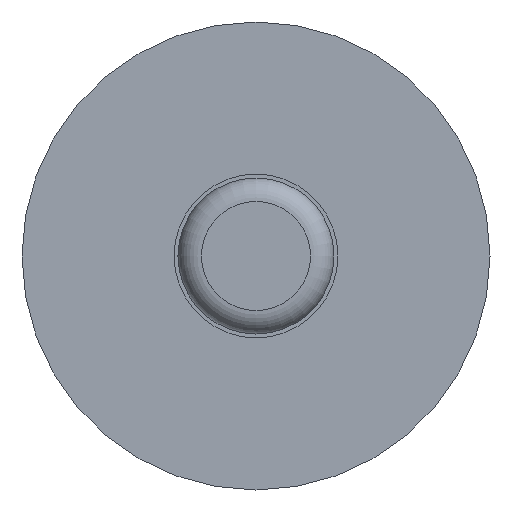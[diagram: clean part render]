
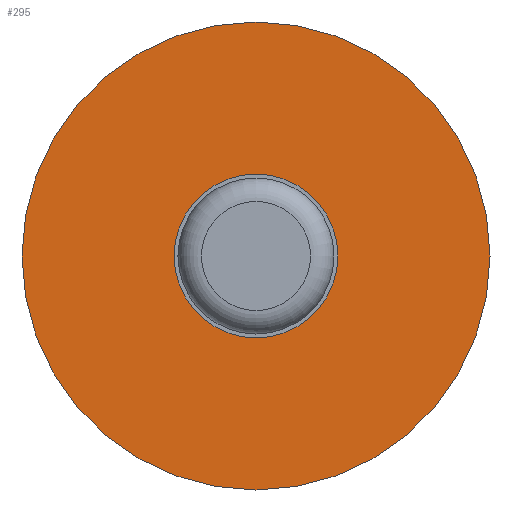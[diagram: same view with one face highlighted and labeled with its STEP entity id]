
A CAD part, left-side view. The second image highlights one B-rep face of the part: STEP entity #295.
In plain terms, the highlighted planar face has unit normal (-1, 0, 0).
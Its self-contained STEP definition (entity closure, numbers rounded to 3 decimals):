
#79 = DIRECTION ( 'NONE',  ( -1., 0., 0. ) ) ;
#154 = AXIS2_PLACEMENT_3D ( 'NONE', #820, #574, #825 ) ;
#156 = EDGE_CURVE ( 'NONE', #762, #762, #656, .T. ) ;
#185 = VERTEX_POINT ( 'NONE', #193 ) ;
#193 = CARTESIAN_POINT ( 'NONE',  ( 0., -15., 0. ) ) ;
#246 = DIRECTION ( 'NONE',  ( 0., -1., 0. ) ) ;
#295 = ADVANCED_FACE ( 'NONE', ( #952, #708 ), #508, .T. ) ;
#336 = CARTESIAN_POINT ( 'NONE',  ( 0., 0., 0. ) ) ;
#420 = DIRECTION ( 'NONE',  ( 0., 0., 1. ) ) ;
#508 = PLANE ( 'NONE',  #906 ) ;
#574 = DIRECTION ( 'NONE',  ( 1., 0., 0. ) ) ;
#587 = EDGE_LOOP ( 'NONE', ( #872 ) ) ;
#656 = CIRCLE ( 'NONE', #154, 5.25 ) ;
#681 = CARTESIAN_POINT ( 'NONE',  ( 0., -5.25, 0. ) ) ;
#708 = FACE_OUTER_BOUND ( 'NONE', #587, .T. ) ;
#715 = EDGE_LOOP ( 'NONE', ( #882 ) ) ;
#735 = EDGE_CURVE ( 'NONE', #185, #185, #964, .T. ) ;
#762 = VERTEX_POINT ( 'NONE', #681 ) ;
#782 = DIRECTION ( 'NONE',  ( -1., 0., 0. ) ) ;
#795 = CARTESIAN_POINT ( 'NONE',  ( 0., 0., 0. ) ) ;
#820 = CARTESIAN_POINT ( 'NONE',  ( 0., 0., 0. ) ) ;
#825 = DIRECTION ( 'NONE',  ( 0., -1., 0. ) ) ;
#872 = ORIENTED_EDGE ( 'NONE', *, *, #735, .T. ) ;
#882 = ORIENTED_EDGE ( 'NONE', *, *, #156, .T. ) ;
#906 = AXIS2_PLACEMENT_3D ( 'NONE', #795, #79, #420 ) ;
#952 = FACE_BOUND ( 'NONE', #715, .T. ) ;
#964 = CIRCLE ( 'NONE', #1037, 15. ) ;
#1037 = AXIS2_PLACEMENT_3D ( 'NONE', #336, #782, #246 ) ;
